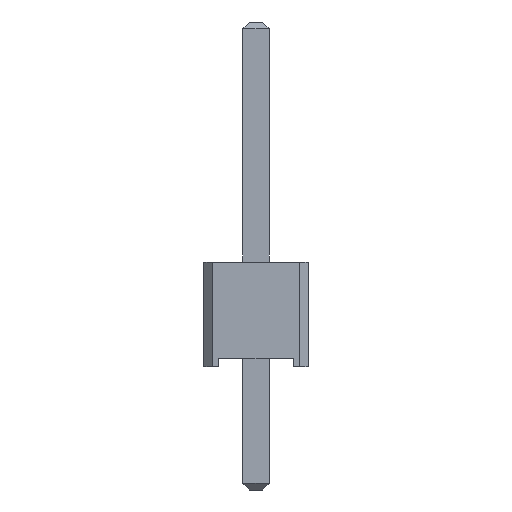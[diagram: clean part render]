
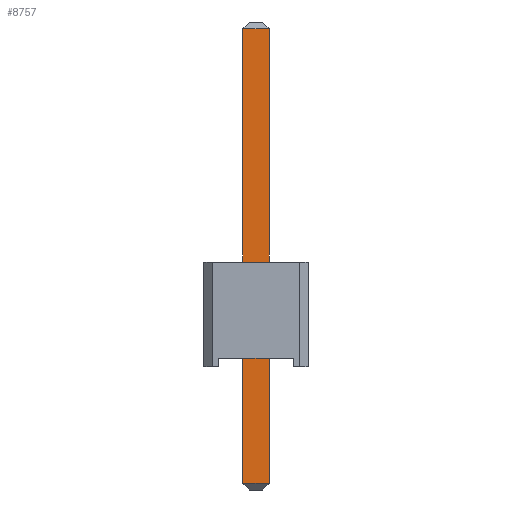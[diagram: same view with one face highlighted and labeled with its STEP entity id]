
A CAD part, left-side view. The second image highlights one B-rep face of the part: STEP entity #8757.
In plain terms, the highlighted planar face has unit normal (-1, 0, 0).
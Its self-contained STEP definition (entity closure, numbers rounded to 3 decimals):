
#8641 = EDGE_CURVE('',#8642,#8644,#8646,.T.);
#8642 = VERTEX_POINT('',#8643);
#8643 = CARTESIAN_POINT('',(-0.32,0.32,-2.84));
#8644 = VERTEX_POINT('',#8645);
#8645 = CARTESIAN_POINT('',(-0.32,0.32,8.22));
#8646 = SURFACE_CURVE('',#8647,(#8651,#8663),.PCURVE_S1.);
#8647 = LINE('',#8648,#8649);
#8648 = CARTESIAN_POINT('',(-0.32,0.32,-3.));
#8649 = VECTOR('',#8650,1.);
#8650 = DIRECTION('',(0.,0.,1.));
#8651 = PCURVE('',#8652,#8657);
#8652 = PLANE('',#8653);
#8653 = AXIS2_PLACEMENT_3D('',#8654,#8655,#8656);
#8654 = CARTESIAN_POINT('',(-0.32,0.32,-3.));
#8655 = DIRECTION('',(0.,1.,0.));
#8656 = DIRECTION('',(1.,0.,0.));
#8657 = DEFINITIONAL_REPRESENTATION('',(#8658),#8662);
#8658 = LINE('',#8659,#8660);
#8659 = CARTESIAN_POINT('',(0.,0.));
#8660 = VECTOR('',#8661,1.);
#8661 = DIRECTION('',(0.,-1.));
#8662 = ( GEOMETRIC_REPRESENTATION_CONTEXT(2) 
PARAMETRIC_REPRESENTATION_CONTEXT() REPRESENTATION_CONTEXT('2D SPACE',''
  ) );
#8663 = PCURVE('',#8664,#8669);
#8664 = PLANE('',#8665);
#8665 = AXIS2_PLACEMENT_3D('',#8666,#8667,#8668);
#8666 = CARTESIAN_POINT('',(-0.32,-0.32,-3.));
#8667 = DIRECTION('',(-1.,0.,0.));
#8668 = DIRECTION('',(0.,1.,0.));
#8669 = DEFINITIONAL_REPRESENTATION('',(#8670),#8674);
#8670 = LINE('',#8671,#8672);
#8671 = CARTESIAN_POINT('',(0.64,0.));
#8672 = VECTOR('',#8673,1.);
#8673 = DIRECTION('',(0.,-1.));
#8674 = ( GEOMETRIC_REPRESENTATION_CONTEXT(2) 
PARAMETRIC_REPRESENTATION_CONTEXT() REPRESENTATION_CONTEXT('2D SPACE',''
  ) );
#8757 = ADVANCED_FACE('',(#8758),#8664,.T.);
#8758 = FACE_BOUND('',#8759,.T.);
#8759 = EDGE_LOOP('',(#8760,#8790,#8816,#8817));
#8760 = ORIENTED_EDGE('',*,*,#8761,.T.);
#8761 = EDGE_CURVE('',#8762,#8764,#8766,.T.);
#8762 = VERTEX_POINT('',#8763);
#8763 = CARTESIAN_POINT('',(-0.32,-0.32,-2.84));
#8764 = VERTEX_POINT('',#8765);
#8765 = CARTESIAN_POINT('',(-0.32,-0.32,8.22));
#8766 = SURFACE_CURVE('',#8767,(#8771,#8778),.PCURVE_S1.);
#8767 = LINE('',#8768,#8769);
#8768 = CARTESIAN_POINT('',(-0.32,-0.32,-3.));
#8769 = VECTOR('',#8770,1.);
#8770 = DIRECTION('',(0.,0.,1.));
#8771 = PCURVE('',#8664,#8772);
#8772 = DEFINITIONAL_REPRESENTATION('',(#8773),#8777);
#8773 = LINE('',#8774,#8775);
#8774 = CARTESIAN_POINT('',(0.,0.));
#8775 = VECTOR('',#8776,1.);
#8776 = DIRECTION('',(0.,-1.));
#8777 = ( GEOMETRIC_REPRESENTATION_CONTEXT(2) 
PARAMETRIC_REPRESENTATION_CONTEXT() REPRESENTATION_CONTEXT('2D SPACE',''
  ) );
#8778 = PCURVE('',#8779,#8784);
#8779 = PLANE('',#8780);
#8780 = AXIS2_PLACEMENT_3D('',#8781,#8782,#8783);
#8781 = CARTESIAN_POINT('',(0.32,-0.32,-3.));
#8782 = DIRECTION('',(0.,-1.,0.));
#8783 = DIRECTION('',(-1.,0.,0.));
#8784 = DEFINITIONAL_REPRESENTATION('',(#8785),#8789);
#8785 = LINE('',#8786,#8787);
#8786 = CARTESIAN_POINT('',(0.64,0.));
#8787 = VECTOR('',#8788,1.);
#8788 = DIRECTION('',(0.,-1.));
#8789 = ( GEOMETRIC_REPRESENTATION_CONTEXT(2) 
PARAMETRIC_REPRESENTATION_CONTEXT() REPRESENTATION_CONTEXT('2D SPACE',''
  ) );
#8790 = ORIENTED_EDGE('',*,*,#8791,.T.);
#8791 = EDGE_CURVE('',#8764,#8644,#8792,.T.);
#8792 = SURFACE_CURVE('',#8793,(#8797,#8804),.PCURVE_S1.);
#8793 = LINE('',#8794,#8795);
#8794 = CARTESIAN_POINT('',(-0.32,-0.32,8.22));
#8795 = VECTOR('',#8796,1.);
#8796 = DIRECTION('',(0.,1.,0.));
#8797 = PCURVE('',#8664,#8798);
#8798 = DEFINITIONAL_REPRESENTATION('',(#8799),#8803);
#8799 = LINE('',#8800,#8801);
#8800 = CARTESIAN_POINT('',(0.,-11.22));
#8801 = VECTOR('',#8802,1.);
#8802 = DIRECTION('',(1.,0.));
#8803 = ( GEOMETRIC_REPRESENTATION_CONTEXT(2) 
PARAMETRIC_REPRESENTATION_CONTEXT() REPRESENTATION_CONTEXT('2D SPACE',''
  ) );
#8804 = PCURVE('',#8805,#8810);
#8805 = PLANE('',#8806);
#8806 = AXIS2_PLACEMENT_3D('',#8807,#8808,#8809);
#8807 = CARTESIAN_POINT('',(-0.24,-0.32,8.3));
#8808 = DIRECTION('',(-0.707,0.,0.707
    ));
#8809 = DIRECTION('',(0.,-1.,0.));
#8810 = DEFINITIONAL_REPRESENTATION('',(#8811),#8815);
#8811 = LINE('',#8812,#8813);
#8812 = CARTESIAN_POINT('',(0.,-0.113));
#8813 = VECTOR('',#8814,1.);
#8814 = DIRECTION('',(-1.,0.));
#8815 = ( GEOMETRIC_REPRESENTATION_CONTEXT(2) 
PARAMETRIC_REPRESENTATION_CONTEXT() REPRESENTATION_CONTEXT('2D SPACE',''
  ) );
#8816 = ORIENTED_EDGE('',*,*,#8641,.F.);
#8817 = ORIENTED_EDGE('',*,*,#8818,.F.);
#8818 = EDGE_CURVE('',#8762,#8642,#8819,.T.);
#8819 = SURFACE_CURVE('',#8820,(#8824,#8831),.PCURVE_S1.);
#8820 = LINE('',#8821,#8822);
#8821 = CARTESIAN_POINT('',(-0.32,-0.32,-2.84));
#8822 = VECTOR('',#8823,1.);
#8823 = DIRECTION('',(0.,1.,0.));
#8824 = PCURVE('',#8664,#8825);
#8825 = DEFINITIONAL_REPRESENTATION('',(#8826),#8830);
#8826 = LINE('',#8827,#8828);
#8827 = CARTESIAN_POINT('',(0.,-0.16));
#8828 = VECTOR('',#8829,1.);
#8829 = DIRECTION('',(1.,0.));
#8830 = ( GEOMETRIC_REPRESENTATION_CONTEXT(2) 
PARAMETRIC_REPRESENTATION_CONTEXT() REPRESENTATION_CONTEXT('2D SPACE',''
  ) );
#8831 = PCURVE('',#8832,#8837);
#8832 = PLANE('',#8833);
#8833 = AXIS2_PLACEMENT_3D('',#8834,#8835,#8836);
#8834 = CARTESIAN_POINT('',(-0.24,-0.32,-2.92));
#8835 = DIRECTION('',(0.707,0.,0.707));
#8836 = DIRECTION('',(0.,-1.,0.));
#8837 = DEFINITIONAL_REPRESENTATION('',(#8838),#8842);
#8838 = LINE('',#8839,#8840);
#8839 = CARTESIAN_POINT('',(0.,-0.113));
#8840 = VECTOR('',#8841,1.);
#8841 = DIRECTION('',(-1.,0.));
#8842 = ( GEOMETRIC_REPRESENTATION_CONTEXT(2) 
PARAMETRIC_REPRESENTATION_CONTEXT() REPRESENTATION_CONTEXT('2D SPACE',''
  ) );
